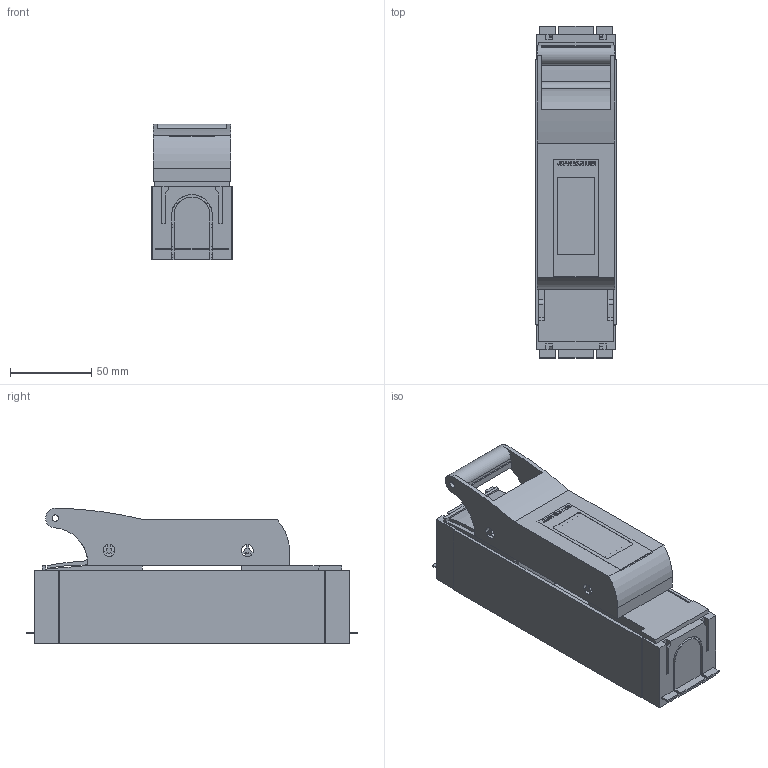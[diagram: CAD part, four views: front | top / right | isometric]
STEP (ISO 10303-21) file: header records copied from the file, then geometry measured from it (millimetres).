
FILE_DESCRIPTION(('CATIA V5 STEP'),'2;1');
FILE_NAME('T0621_L_KETO-00-1-Wandmontage.stp','2015-08-12T13:19:04+00:00',('none'),('Jean Müller GmbH'),'CATIA Version 5 Release 19 SP 9 (IN-10)','CATIA V5 STEP AP214','none');
FILE_SCHEMA(('AUTOMOTIVE_DESIGN { 1 0 10303 214 1 1 1 1 }'));
Length unit declared in the file: millimetre
Products named in the file (8): T0621_L_KETO-00-1; 34174_L_Trennergehaeuse Gr00_1-polig; 153126_L01_Federkontakt Gr00; 34175_L_Abdeckung oben Gr00-1-polig; 34176_L_Abdeckung unten Gr00_1-polig; 34199_L_Frontplatte Gr00_1-polig; 65716_Sechskantschraube mit Ring M8x16_Z4_DIN933; 34207_L_Scheibe Gr00
Assembly tree (9 placements, depth 2):
  T0621_L_KETO-00-1
    34174_L_Trennergehaeuse Gr00_1-polig
    153126_L01_Federkontakt Gr00  x2
    34175_L_Abdeckung oben Gr00-1-polig
    34176_L_Abdeckung unten Gr00_1-polig
    34199_L_Frontplatte Gr00_1-polig
    65716_Sechskantschraube mit Ring M8x16_Z4_DIN933  x2
    34207_L_Scheibe Gr00
Bounding box: 50 x 204.05 x 83.19 mm (x, y, z)
Volume: 358239.6 mm3; surface area: 134157.8 mm2
Topology: 9 solids, 9 shells, 859 faces, 2454 edges, 1642 vertices
Faces by surface type: plane 716, cylinder 123, cone 20
Entity records: 24706 total; most frequent: ORIENTED_EDGE 4530, CARTESIAN_POINT 4514, DIRECTION 3303, EDGE_CURVE 2265, VECTOR 1943, LINE 1943, VERTEX_POINT 1517, EDGE_LOOP 844
